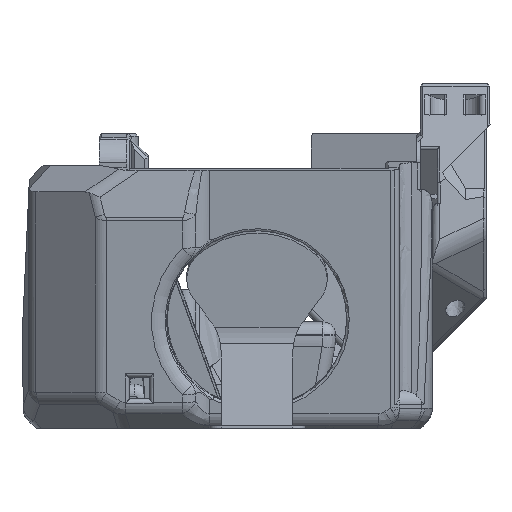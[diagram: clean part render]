
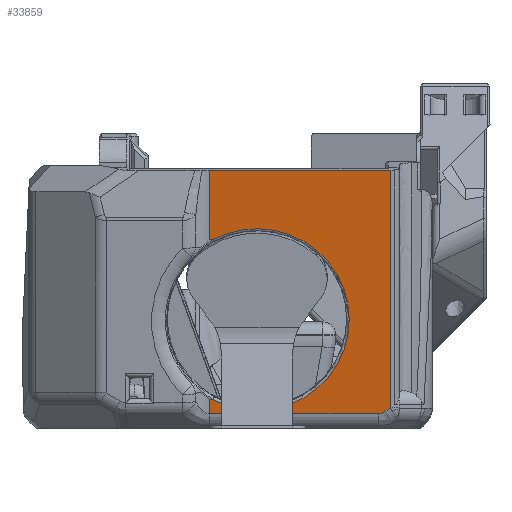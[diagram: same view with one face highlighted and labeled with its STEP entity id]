
A CAD part, left-side view. The second image highlights one B-rep face of the part: STEP entity #33859.
In plain terms, the highlighted planar face has unit normal (-0.985, 0, -0.174).
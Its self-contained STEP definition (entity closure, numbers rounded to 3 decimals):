
#560=ELLIPSE('',#36551,3.203,2.);
#1751=B_SPLINE_CURVE_WITH_KNOTS('',3,(#55440,#55441,#55442,#55443),
 .UNSPECIFIED.,.F.,.F.,(4,4),(0.,0.382),.UNSPECIFIED.);
#1767=B_SPLINE_CURVE_WITH_KNOTS('',3,(#55753,#55754,#55755,#55756),
 .UNSPECIFIED.,.F.,.F.,(4,4),(0.618,1.),.UNSPECIFIED.);
#2611=CIRCLE('',#36550,14.4);
#7063=ORIENTED_EDGE('',*,*,#15645,.F.);
#7064=ORIENTED_EDGE('',*,*,#15772,.T.);
#7065=ORIENTED_EDGE('',*,*,#15773,.T.);
#7066=ORIENTED_EDGE('',*,*,#15774,.F.);
#7067=ORIENTED_EDGE('',*,*,#15775,.T.);
#7068=ORIENTED_EDGE('',*,*,#15776,.T.);
#7069=ORIENTED_EDGE('',*,*,#15777,.F.);
#7070=ORIENTED_EDGE('',*,*,#15778,.T.);
#7071=ORIENTED_EDGE('',*,*,#15443,.F.);
#7072=ORIENTED_EDGE('',*,*,#15453,.F.);
#15443=EDGE_CURVE('',#19985,#19986,#22970,.T.);
#15453=EDGE_CURVE('',#19992,#19985,#22974,.T.);
#15645=EDGE_CURVE('',#20146,#19992,#1751,.F.);
#15772=EDGE_CURVE('',#20146,#20244,#2611,.T.);
#15773=EDGE_CURVE('',#20244,#20245,#1767,.T.);
#15774=EDGE_CURVE('',#20246,#20245,#23167,.T.);
#15775=EDGE_CURVE('',#20246,#20247,#23168,.T.);
#15776=EDGE_CURVE('',#20247,#20248,#560,.T.);
#15777=EDGE_CURVE('',#20249,#20248,#23169,.T.);
#15778=EDGE_CURVE('',#20249,#19986,#23170,.T.);
#19985=VERTEX_POINT('',#54898);
#19986=VERTEX_POINT('',#54900);
#19992=VERTEX_POINT('',#54930);
#20146=VERTEX_POINT('',#55439);
#20244=VERTEX_POINT('',#55752);
#20245=VERTEX_POINT('',#55757);
#20246=VERTEX_POINT('',#55759);
#20247=VERTEX_POINT('',#55761);
#20248=VERTEX_POINT('',#55763);
#20249=VERTEX_POINT('',#55765);
#22970=LINE('',#54899,#26004);
#22974=LINE('',#54931,#26008);
#23167=LINE('',#55758,#26201);
#23168=LINE('',#55760,#26202);
#23169=LINE('',#55764,#26203);
#23170=LINE('',#55766,#26204);
#26004=VECTOR('',#41705,1000.);
#26008=VECTOR('',#41721,1000.);
#26201=VECTOR('',#42194,1000.);
#26202=VECTOR('',#42195,1000.);
#26203=VECTOR('',#42198,1000.);
#26204=VECTOR('',#42199,1000.);
#28704=EDGE_LOOP('',(#7063,#7064,#7065,#7066,#7067,#7068,#7069,#7070,#7071,
#7072));
#30780=FACE_BOUND('',#28704,.T.);
#32447=PLANE('',#36549);
#33859=ADVANCED_FACE('',(#30780),#32447,.F.);
#36549=AXIS2_PLACEMENT_3D('',#55750,#42190,#42191);
#36550=AXIS2_PLACEMENT_3D('',#55751,#42192,#42193);
#36551=AXIS2_PLACEMENT_3D('',#55762,#42196,#42197);
#41705=DIRECTION('',(0.,-1.,0.));
#41721=DIRECTION('',(-0.174,0.,0.985));
#42190=DIRECTION('',(0.985,0.,0.174));
#42191=DIRECTION('',(-0.174,0.,0.985));
#42192=DIRECTION('',(0.985,0.,0.174));
#42193=DIRECTION('',(0.174,0.,-0.985));
#42194=DIRECTION('',(-0.174,0.,0.985));
#42195=DIRECTION('',(0.,-1.,0.));
#42196=DIRECTION('',(-0.985,0.,-0.174));
#42197=DIRECTION('',(-0.165,-0.304,0.938));
#42198=DIRECTION('',(0.097,0.829,-0.551));
#42199=DIRECTION('',(-0.174,0.,0.985));
#54898=CARTESIAN_POINT('',(-34.572,12.27,40.304));
#54899=CARTESIAN_POINT('',(-34.572,24.853,40.304));
#54900=CARTESIAN_POINT('',(-34.572,-16.002,40.304));
#54930=CARTESIAN_POINT('',(-32.66,12.27,29.463));
#54931=CARTESIAN_POINT('',(-31.185,12.27,21.099));
#55439=CARTESIAN_POINT('',(-32.651,11.767,29.413));
#55440=CARTESIAN_POINT('',(-32.66,12.27,29.463));
#55441=CARTESIAN_POINT('',(-32.657,12.102,29.442));
#55442=CARTESIAN_POINT('',(-32.654,11.935,29.425));
#55443=CARTESIAN_POINT('',(-32.651,11.767,29.413));
#55750=CARTESIAN_POINT('',(-31.185,24.853,21.099));
#55751=CARTESIAN_POINT('',(-30.458,4.853,16.973));
#55752=CARTESIAN_POINT('',(-28.264,11.767,4.533));
#55753=CARTESIAN_POINT('',(-28.264,11.767,4.533));
#55754=CARTESIAN_POINT('',(-28.262,11.935,4.52));
#55755=CARTESIAN_POINT('',(-28.259,12.102,4.503));
#55756=CARTESIAN_POINT('',(-28.255,12.27,4.482));
#55757=CARTESIAN_POINT('',(-28.255,12.27,4.482));
#55758=CARTESIAN_POINT('',(-31.185,12.27,21.099));
#55759=CARTESIAN_POINT('',(-27.864,12.27,2.262));
#55760=CARTESIAN_POINT('',(-27.864,-14.655,2.262));
#55761=CARTESIAN_POINT('',(-27.864,-14.07,2.262));
#55762=CARTESIAN_POINT('',(-28.404,-14.652,5.326));
#55763=CARTESIAN_POINT('',(-27.923,-15.07,2.597));
#55764=CARTESIAN_POINT('',(-27.821,-14.199,2.018));
#55765=CARTESIAN_POINT('',(-28.032,-16.002,3.216));
#55766=CARTESIAN_POINT('',(-7.663,-16.002,-112.301));
